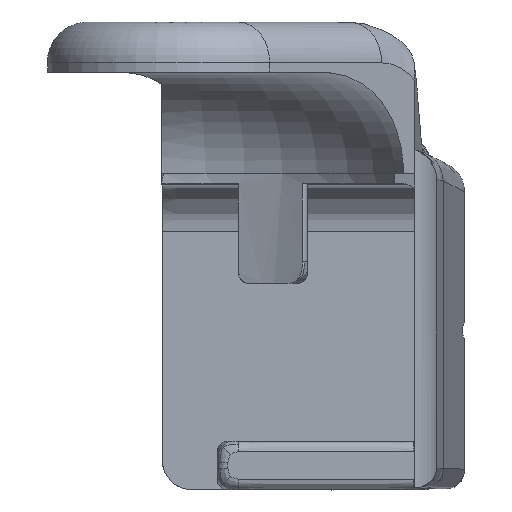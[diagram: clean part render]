
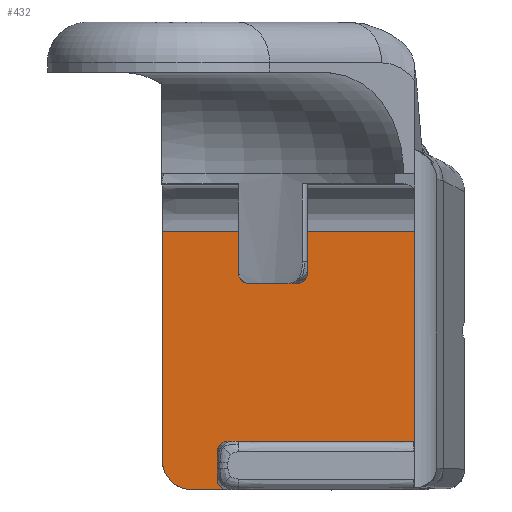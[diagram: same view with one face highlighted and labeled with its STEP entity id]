
A CAD part, top view. The second image highlights one B-rep face of the part: STEP entity #432.
In plain terms, the highlighted planar face has unit normal (0, 0, 1).
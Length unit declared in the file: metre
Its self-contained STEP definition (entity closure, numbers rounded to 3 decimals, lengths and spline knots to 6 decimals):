
#432 = ADVANCED_FACE( '', ( #907 ), #908, .T. );
#907 = FACE_OUTER_BOUND( '', #4230, .T. );
#908 = PLANE( '', #4231 );
#4230 = EDGE_LOOP( '', ( #6320, #6321, #6322, #6323, #6324, #6325, #6326, #6327, #6328, #6329 ) );
#4231 = AXIS2_PLACEMENT_3D( '', #6330, #6331, #6332 );
#6320 = ORIENTED_EDGE( '', *, *, #7098, .F. );
#6321 = ORIENTED_EDGE( '', *, *, #7188, .F. );
#6322 = ORIENTED_EDGE( '', *, *, #7173, .F. );
#6323 = ORIENTED_EDGE( '', *, *, #6720, .T. );
#6324 = ORIENTED_EDGE( '', *, *, #7189, .F. );
#6325 = ORIENTED_EDGE( '', *, *, #7054, .T. );
#6326 = ORIENTED_EDGE( '', *, *, #6918, .F. );
#6327 = ORIENTED_EDGE( '', *, *, #7120, .F. );
#6328 = ORIENTED_EDGE( '', *, *, #6791, .F. );
#6329 = ORIENTED_EDGE( '', *, *, #6965, .T. );
#6330 = CARTESIAN_POINT( '', ( 0.281139, 0.097225, 0.800349 ) );
#6331 = DIRECTION( '', ( 0., 0., 1. ) );
#6332 = DIRECTION( '', ( 1., 0., 0. ) );
#6720 = EDGE_CURVE( '', #7306, #7303, #7307, .T. );
#6791 = EDGE_CURVE( '', #7425, #7427, #7428, .T. );
#6918 = EDGE_CURVE( '', #7631, #7632, #7633, .T. );
#6965 = EDGE_CURVE( '', #7425, #7699, #7701, .T. );
#7054 = EDGE_CURVE( '', #7823, #7632, #7824, .T. );
#7098 = EDGE_CURVE( '', #7881, #7699, #7883, .T. );
#7120 = EDGE_CURVE( '', #7427, #7631, #7913, .T. );
#7173 = EDGE_CURVE( '', #7306, #7972, #7973, .T. );
#7188 = EDGE_CURVE( '', #7972, #7881, #7990, .T. );
#7189 = EDGE_CURVE( '', #7823, #7303, #7991, .T. );
#7303 = VERTEX_POINT( '', #8284 );
#7306 = VERTEX_POINT( '', #8288 );
#7307 = LINE( '', #8289, #8290 );
#7425 = VERTEX_POINT( '', #8842 );
#7427 = VERTEX_POINT( '', #8861 );
#7428 = LINE( '', #8862, #8863 );
#7631 = VERTEX_POINT( '', #9495 );
#7632 = VERTEX_POINT( '', #9496 );
#7633 = B_SPLINE_CURVE_WITH_KNOTS( '', 3, ( #9497, #9498, #9499, #9500, #9501, #9502 ), .UNSPECIFIED., .F., .F., ( 4, 1, 1, 4 ), ( -0.167142, -0.119387, -0.071632, 0. ), .UNSPECIFIED. );
#7699 = VERTEX_POINT( '', #9684 );
#7701 = LINE( '', #9687, #9688 );
#7823 = VERTEX_POINT( '', #10503 );
#7824 = LINE( '', #10504, #10505 );
#7881 = VERTEX_POINT( '', #11007 );
#7883 = CIRCLE( '', #11010, 0.003 );
#7913 = LINE( '', #11235, #11236 );
#7972 = VERTEX_POINT( '', #11422 );
#7973 = B_SPLINE_CURVE_WITH_KNOTS( '', 3, ( #11423, #11424, #11425, #11426, #11427, #11428 ), .UNSPECIFIED., .F., .F., ( 4, 1, 1, 4 ), ( -0.167142, -0.119387, -0.071632, 0. ), .UNSPECIFIED. );
#7990 = LINE( '', #11470, #11471 );
#7991 = B_SPLINE_CURVE_WITH_KNOTS( '', 3, ( #11472, #11473, #11474, #11475, #11476, #11477 ), .UNSPECIFIED., .F., .F., ( 4, 1, 1, 4 ), ( -0.167142, -0.119387, -0.071632, 0. ), .UNSPECIFIED. );
#8284 = CARTESIAN_POINT( '', ( 0.259639, 0.070964, 0.800349 ) );
#8288 = CARTESIAN_POINT( '', ( 0.259639, 0.068285, 0.800349 ) );
#8289 = CARTESIAN_POINT( '', ( 0.259639, 0.084625, 0.800349 ) );
#8290 = VECTOR( '', #11764, 1. );
#8842 = CARTESIAN_POINT( '', ( 0.254195, 0.092725, 0.800349 ) );
#8861 = CARTESIAN_POINT( '', ( 0.281139, 0.092725, 0.800349 ) );
#8862 = CARTESIAN_POINT( '', ( 0.274403, 0.092725, 0.800349 ) );
#8863 = VECTOR( '', #11790, 1. );
#9495 = CARTESIAN_POINT( '', ( 0.281139, 0.070964, 0.800349 ) );
#9496 = CARTESIAN_POINT( '', ( 0.280079, 0.072025, 0.800349 ) );
#9497 = CARTESIAN_POINT( '', ( 0.281139, 0.070964, 0.800349 ) );
#9498 = CARTESIAN_POINT( '', ( 0.281139, 0.071107, 0.800349 ) );
#9499 = CARTESIAN_POINT( '', ( 0.281081, 0.071418, 0.800349 ) );
#9500 = CARTESIAN_POINT( '', ( 0.280705, 0.071901, 0.800349 ) );
#9501 = CARTESIAN_POINT( '', ( 0.280293, 0.072025, 0.800349 ) );
#9502 = CARTESIAN_POINT( '', ( 0.280079, 0.072025, 0.800349 ) );
#9684 = CARTESIAN_POINT( '', ( 0.254194, 0.070225, 0.800349 ) );
#9687 = CARTESIAN_POINT( '', ( 0.254194, 0.097225, 0.800349 ) );
#9688 = VECTOR( '', #11921, 1. );
#10503 = CARTESIAN_POINT( '', ( 0.2607, 0.072025, 0.800349 ) );
#10504 = CARTESIAN_POINT( '', ( 0.281139, 0.072025, 0.800349 ) );
#10505 = VECTOR( '', #11961, 1. );
#11007 = CARTESIAN_POINT( '', ( 0.257194, 0.067225, 0.800349 ) );
#11010 = AXIS2_PLACEMENT_3D( '', #11983, #11984, #11985 );
#11235 = CARTESIAN_POINT( '', ( 0.281139, 0.097225, 0.800349 ) );
#11236 = VECTOR( '', #12002, 1. );
#11422 = CARTESIAN_POINT( '', ( 0.2607, 0.067225, 0.800349 ) );
#11423 = CARTESIAN_POINT( '', ( 0.259639, 0.068285, 0.800349 ) );
#11424 = CARTESIAN_POINT( '', ( 0.259639, 0.068143, 0.800349 ) );
#11425 = CARTESIAN_POINT( '', ( 0.259698, 0.067831, 0.800349 ) );
#11426 = CARTESIAN_POINT( '', ( 0.260074, 0.067349, 0.800349 ) );
#11427 = CARTESIAN_POINT( '', ( 0.260486, 0.067225, 0.800349 ) );
#11428 = CARTESIAN_POINT( '', ( 0.2607, 0.067225, 0.800349 ) );
#11470 = CARTESIAN_POINT( '', ( 0.281139, 0.067225, 0.800349 ) );
#11471 = VECTOR( '', #12036, 1. );
#11472 = CARTESIAN_POINT( '', ( 0.2607, 0.072025, 0.800349 ) );
#11473 = CARTESIAN_POINT( '', ( 0.260557, 0.072025, 0.800349 ) );
#11474 = CARTESIAN_POINT( '', ( 0.260246, 0.071966, 0.800349 ) );
#11475 = CARTESIAN_POINT( '', ( 0.259763, 0.07159, 0.800349 ) );
#11476 = CARTESIAN_POINT( '', ( 0.259639, 0.071178, 0.800349 ) );
#11477 = CARTESIAN_POINT( '', ( 0.259639, 0.070964, 0.800349 ) );
#11764 = DIRECTION( '', ( 0., 1., 0. ) );
#11790 = DIRECTION( '', ( 1., 0., 0. ) );
#11921 = DIRECTION( '', ( 0., -1., 0. ) );
#11961 = DIRECTION( '', ( 1., 0., 0. ) );
#11983 = CARTESIAN_POINT( '', ( 0.257194, 0.070225, 0.800349 ) );
#11984 = DIRECTION( '', ( 0., 0., -1. ) );
#11985 = DIRECTION( '', ( -0.707, -0.707, 0. ) );
#12002 = DIRECTION( '', ( 0., -1., 0. ) );
#12036 = DIRECTION( '', ( -1., 0., 0. ) );
